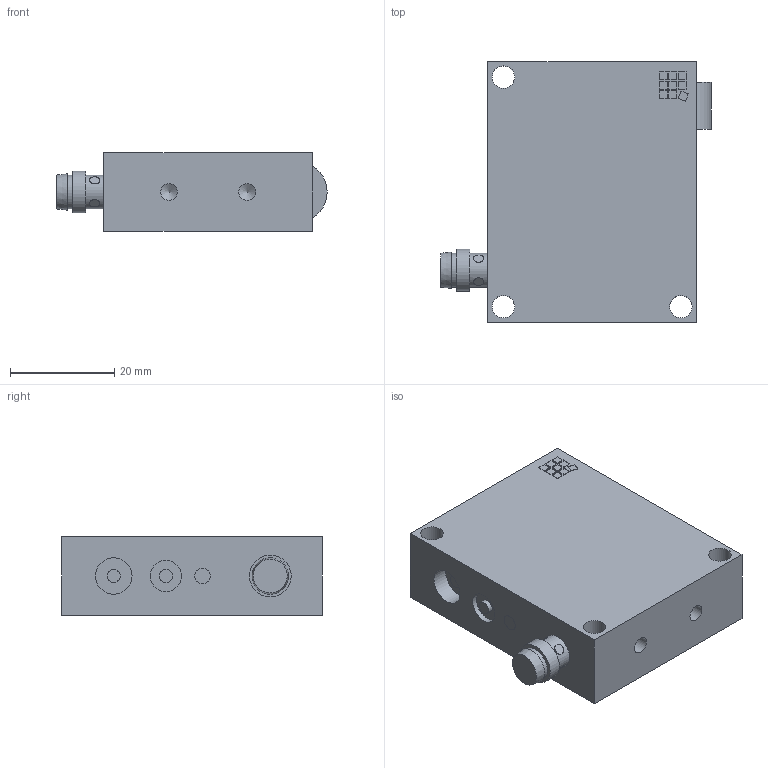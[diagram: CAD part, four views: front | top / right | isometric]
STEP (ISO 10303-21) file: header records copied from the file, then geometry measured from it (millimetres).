
FILE_DESCRIPTION((''),'2;1');
FILE_NAME('LLRV 51 M 500_TSSL.stp','2008-05-29T19:15:11',('User'),(''),'Autodesk Inventor 10','Autodesk Inventor 10','');
FILE_SCHEMA(('AUTOMOTIVE_DESIGN { 1 0 10303 214 1 1 1 1 }'));
Length unit declared in the file: millimetre
Products named in the file (3): LLRV 51 M 500_TSSL; Steckeranschluß M8 mit LED
Assembly tree (2 placements, depth 2):
  LLRV 51 M 500_TSSL
    LLRV 51 M 500_TSSL
    Steckeranschluß M8 mit LED
Bounding box: 51.81 x 50 x 15 mm (x, y, z)
Volume: 29647 mm3; surface area: 7786.4 mm2
Topology: 2 solids, 2 shells, 142 faces, 332 edges, 222 vertices
Faces by surface type: plane 116, cylinder 21, bspline 4, cone 1
Full cylindrical faces by diameter (mm): 2 x1, 2.5 x2, 3 x1, 4.3 x3, 6 x1, 6.5 x2, 7 x1, 8 x1
Entity records: 4162 total; most frequent: CARTESIAN_POINT 911, DIRECTION 620, ORIENTED_EDGE 620, EDGE_CURVE 310, VECTOR 254, LINE 254, VERTEX_POINT 218, EDGE_LOOP 194
